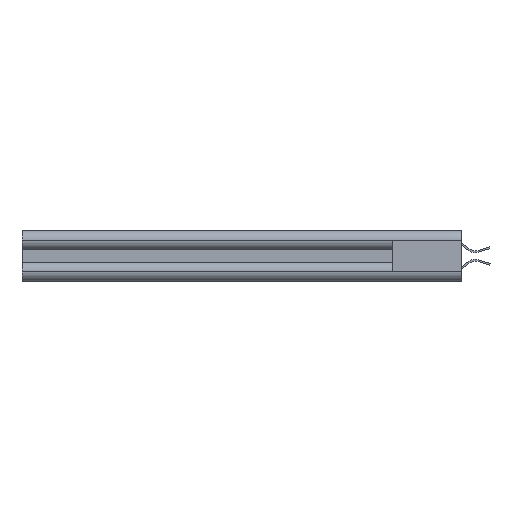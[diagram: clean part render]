
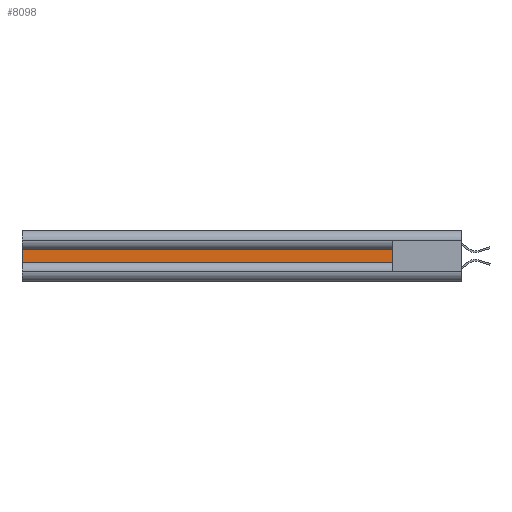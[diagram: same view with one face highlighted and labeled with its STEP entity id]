
A CAD part, left-side view. The second image highlights one B-rep face of the part: STEP entity #8098.
In plain terms, the highlighted planar face has unit normal (-1, 0, 0).
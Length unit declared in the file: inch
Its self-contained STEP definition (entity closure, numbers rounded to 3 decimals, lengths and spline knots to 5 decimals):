
#507 = LINE ( 'NONE', #15069, #1074 ) ;
#566 = VERTEX_POINT ( 'NONE', #21475 ) ;
#889 = DIRECTION ( 'NONE',  ( 0., 1., 0. ) ) ;
#1074 = VECTOR ( 'NONE', #13553, 39.37008 ) ;
#1137 = EDGE_CURVE ( 'NONE', #12685, #3222, #4183, .T. ) ;
#1947 = EDGE_CURVE ( 'NONE', #12685, #20207, #507, .T. ) ;
#3222 = VERTEX_POINT ( 'NONE', #10144 ) ;
#4183 = LINE ( 'NONE', #9623, #21045 ) ;
#4989 = DIRECTION ( 'NONE',  ( 0., 0., -1. ) ) ;
#5127 = ORIENTED_EDGE ( 'NONE', *, *, #1947, .F. ) ;
#6060 = EDGE_CURVE ( 'NONE', #20207, #566, #20747, .T. ) ;
#8098 = ADVANCED_FACE ( 'NONE', ( #11867 ), #18466, .F. ) ;
#9623 = CARTESIAN_POINT ( 'NONE',  ( 0.044, 0.37012, 0.0465 ) ) ;
#10144 = CARTESIAN_POINT ( 'NONE',  ( 0.044, 3., 0.0465 ) ) ;
#10997 = EDGE_LOOP ( 'NONE', ( #20840, #11734, #13727, #5127 ) ) ;
#11734 = ORIENTED_EDGE ( 'NONE', *, *, #20204, .T. ) ;
#11867 = FACE_OUTER_BOUND ( 'NONE', #10997, .T. ) ;
#11890 = CARTESIAN_POINT ( 'NONE',  ( 0.044, 0.37012, -0.0465 ) ) ;
#12685 = VERTEX_POINT ( 'NONE', #13108 ) ;
#13053 = LINE ( 'NONE', #19938, #21263 ) ;
#13108 = CARTESIAN_POINT ( 'NONE',  ( 0.044, 0.473, 0.0465 ) ) ;
#13553 = DIRECTION ( 'NONE',  ( 0., 0., -1. ) ) ;
#13727 = ORIENTED_EDGE ( 'NONE', *, *, #6060, .F. ) ;
#14669 = AXIS2_PLACEMENT_3D ( 'NONE', #21726, #15232, #4989 ) ;
#15069 = CARTESIAN_POINT ( 'NONE',  ( 0.044, 0.473, -0.0465 ) ) ;
#15232 = DIRECTION ( 'NONE',  ( 1., 0., 0. ) ) ;
#16402 = VECTOR ( 'NONE', #20140, 39.37008 ) ;
#16649 = DIRECTION ( 'NONE',  ( 0., 0., -1. ) ) ;
#18466 = PLANE ( 'NONE',  #14669 ) ;
#19938 = CARTESIAN_POINT ( 'NONE',  ( 0.044, 3., -0.0465 ) ) ;
#20140 = DIRECTION ( 'NONE',  ( 0., 1., 0. ) ) ;
#20204 = EDGE_CURVE ( 'NONE', #3222, #566, #13053, .T. ) ;
#20207 = VERTEX_POINT ( 'NONE', #21560 ) ;
#20747 = LINE ( 'NONE', #11890, #16402 ) ;
#20840 = ORIENTED_EDGE ( 'NONE', *, *, #1137, .T. ) ;
#21045 = VECTOR ( 'NONE', #889, 39.37008 ) ;
#21263 = VECTOR ( 'NONE', #16649, 39.37008 ) ;
#21475 = CARTESIAN_POINT ( 'NONE',  ( 0.044, 3., -0.0465 ) ) ;
#21560 = CARTESIAN_POINT ( 'NONE',  ( 0.044, 0.473, -0.0465 ) ) ;
#21726 = CARTESIAN_POINT ( 'NONE',  ( 0.044, 0.37012, -0.0465 ) ) ;
